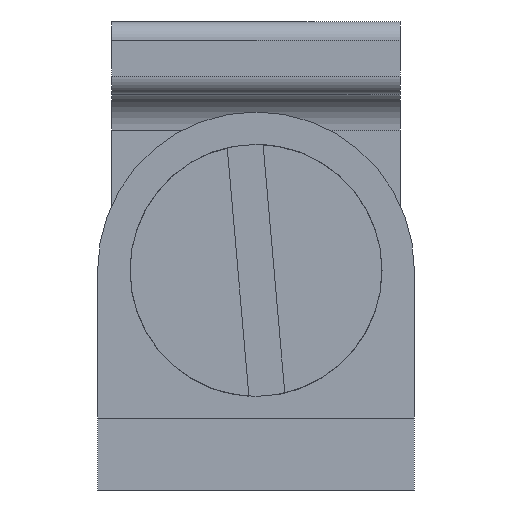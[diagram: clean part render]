
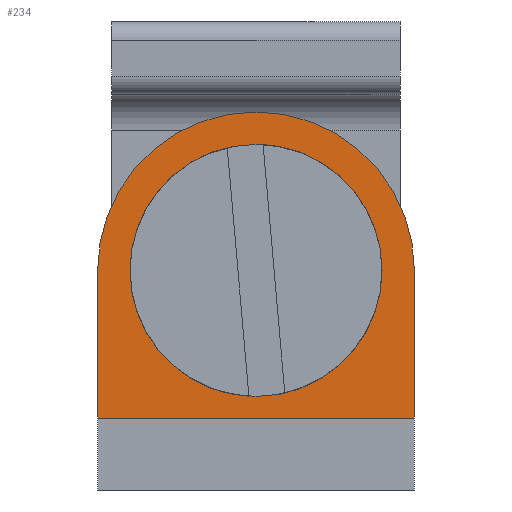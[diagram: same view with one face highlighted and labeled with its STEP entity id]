
A CAD part, front view. The second image highlights one B-rep face of the part: STEP entity #234.
In plain terms, the highlighted planar face has unit normal (0, -1, 0).
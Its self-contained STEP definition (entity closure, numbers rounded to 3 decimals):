
#234 = ADVANCED_FACE( '', ( #466, #467 ), #468, .F. );
#466 = FACE_BOUND( '', #686, .T. );
#467 = FACE_OUTER_BOUND( '', #687, .T. );
#468 = PLANE( '', #688 );
#686 = EDGE_LOOP( '', ( #1182 ) );
#687 = EDGE_LOOP( '', ( #1183, #1184, #1185, #1186 ) );
#688 = AXIS2_PLACEMENT_3D( '', #1187, #1188, #1189 );
#1182 = ORIENTED_EDGE( '', *, *, #1264, .F. );
#1183 = ORIENTED_EDGE( '', *, *, #1394, .F. );
#1184 = ORIENTED_EDGE( '', *, *, #1241, .T. );
#1185 = ORIENTED_EDGE( '', *, *, #1286, .T. );
#1186 = ORIENTED_EDGE( '', *, *, #1421, .F. );
#1187 = CARTESIAN_POINT( '', ( 4.4, 9., 10.5 ) );
#1188 = DIRECTION( '', ( 0., 1., 0. ) );
#1189 = DIRECTION( '', ( 0., 0., 1. ) );
#1241 = EDGE_CURVE( '', #1452, #1449, #1453, .F. );
#1264 = EDGE_CURVE( '', #1491, #1491, #1492, .T. );
#1286 = EDGE_CURVE( '', #1449, #1525, #1526, .T. );
#1394 = EDGE_CURVE( '', #1452, #1686, #1687, .T. );
#1421 = EDGE_CURVE( '', #1686, #1525, #1718, .T. );
#1449 = VERTEX_POINT( '', #1751 );
#1452 = VERTEX_POINT( '', #1755 );
#1453 = CIRCLE( '', #1756, 4.4 );
#1491 = VERTEX_POINT( '', #1805 );
#1492 = CIRCLE( '', #1806, 3.5 );
#1525 = VERTEX_POINT( '', #1845 );
#1526 = LINE( '', #1846, #1847 );
#1686 = VERTEX_POINT( '', #2058 );
#1687 = LINE( '', #2059, #2060 );
#1718 = LINE( '', #2099, #2100 );
#1751 = CARTESIAN_POINT( '', ( -4.4, 9., 6.1 ) );
#1755 = CARTESIAN_POINT( '', ( 4.4, 9., 6.1 ) );
#1756 = AXIS2_PLACEMENT_3D( '', #2122, #2123, #2124 );
#1805 = CARTESIAN_POINT( '', ( 0., 9., 2.6 ) );
#1806 = AXIS2_PLACEMENT_3D( '', #2151, #2152, #2153 );
#1845 = CARTESIAN_POINT( '', ( -4.4, 9., 2. ) );
#1846 = CARTESIAN_POINT( '', ( -4.4, 9., 10.5 ) );
#1847 = VECTOR( '', #2190, 1000. );
#2058 = CARTESIAN_POINT( '', ( 4.4, 9., 2. ) );
#2059 = CARTESIAN_POINT( '', ( 4.4, 9., 10.5 ) );
#2060 = VECTOR( '', #2326, 1000. );
#2099 = CARTESIAN_POINT( '', ( 4.4, 9., 2. ) );
#2100 = VECTOR( '', #2347, 1000. );
#2122 = CARTESIAN_POINT( '', ( 0., 9., 6.1 ) );
#2123 = DIRECTION( '', ( 0., 1., 0. ) );
#2124 = DIRECTION( '', ( 0., 0., 1. ) );
#2151 = CARTESIAN_POINT( '', ( 0., 9., 6.1 ) );
#2152 = DIRECTION( '', ( 0., -1., 0. ) );
#2153 = DIRECTION( '', ( 0., 0., -1. ) );
#2190 = DIRECTION( '', ( 0., 0., -1. ) );
#2326 = DIRECTION( '', ( 0., 0., -1. ) );
#2347 = DIRECTION( '', ( -1., 0., 0. ) );
